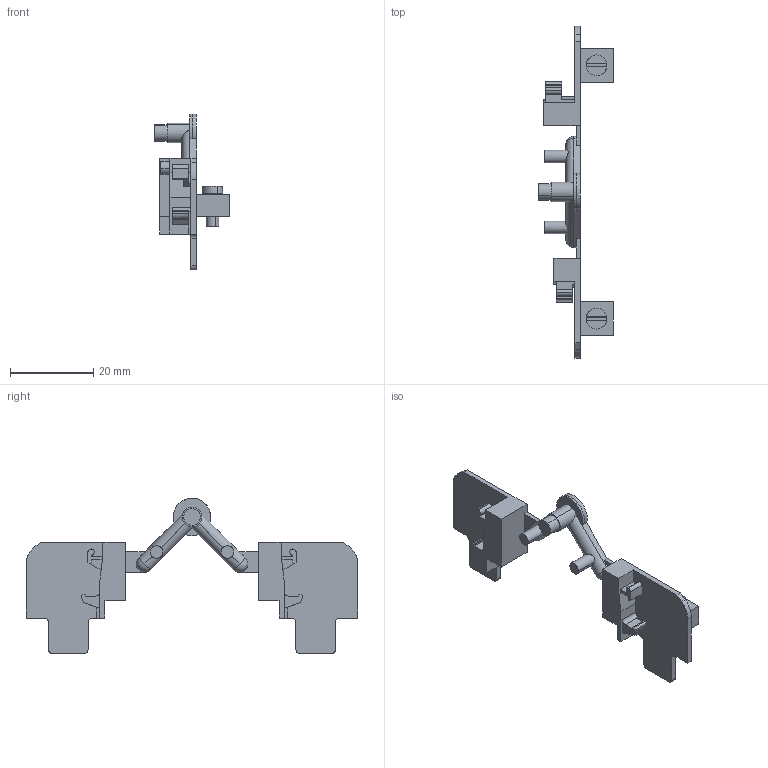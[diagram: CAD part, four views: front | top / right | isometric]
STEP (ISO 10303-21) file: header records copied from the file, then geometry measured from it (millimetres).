
FILE_DESCRIPTION(('CATIA V5R22 STEP214','CAx-IF Rec.Pracs.--- Model Styling and Organization---1.4--- 2014-01-23'),'2;1');
FILE_NAME ('025174-4_0', '2021-04-21T07:13:52+00:00', ('Weidmueller Interface'), ('Weidmueller'), 'CATIA Version 5-6 Release 2016 SP3 HF44', 'CATIA V5 STEP AP214', 'none');
FILE_SCHEMA(('AUTOMOTIVE_DESIGN { 1 0 10303 214 1 1 1 1 }'));
Length unit declared in the file: millimetre
Products named in the file (1): 38934_ZVLA_DF_ZPS2.5_AllCATPart
Bounding box: 18 x 79.9 x 37.45 mm (x, y, z)
Volume: 4036 mm3; surface area: 4587 mm2
Topology: 5 solids, 5 shells, 180 faces, 489 edges, 324 vertices
Faces by surface type: plane 123, cylinder 55, torus 2
Entity records: 5477 total; most frequent: CARTESIAN_POINT 1425, ORIENTED_EDGE 978, DIRECTION 583, EDGE_CURVE 489, VERTEX_POINT 324, AXIS2_PLACEMENT_3D 256, B_SPLINE_CURVE_WITH_KNOTS 226, EDGE_LOOP 185
